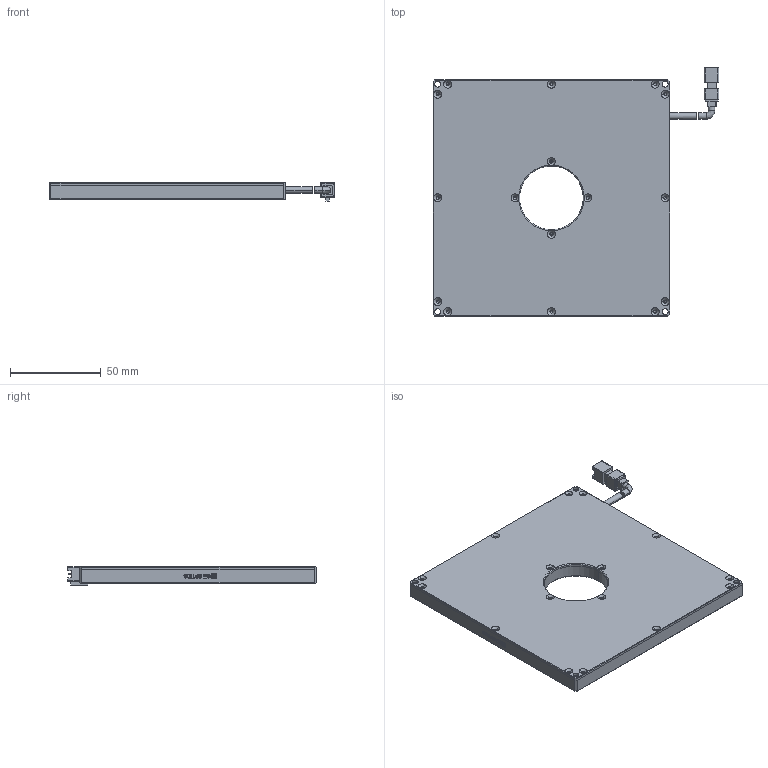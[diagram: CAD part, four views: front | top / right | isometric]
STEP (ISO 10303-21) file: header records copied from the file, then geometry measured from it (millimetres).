
FILE_DESCRIPTION (( 'STEP AP214' ), '1' );
FILE_NAME ('660601-W.STEP', '2019-03-21T07:54:49', ( '' ), ( '' ), 'SwSTEP 2.0', 'SolidWorks 2016', '' );
FILE_SCHEMA (( 'AUTOMOTIVE_DESIGN' ));
Length unit declared in the file: millimetre
Products named in the file (1): 660601-W
Bounding box: 157 x 136.5 x 10 mm (x, y, z)
Volume: 93253.7 mm3; surface area: 85776.7 mm2
Topology: 6 solids, 6 shells, 474 faces, 1218 edges, 758 vertices
Faces by surface type: plane 191, cylinder 148, cone 74, bspline 61
Entity records: 18842 total; most frequent: CARTESIAN_POINT 3460, ORIENTED_EDGE 2344, DIRECTION 2227, EDGE_CURVE 1172, AXIS2_PLACEMENT_3D 765, VERTEX_POINT 756, LINE 697, VECTOR 697
